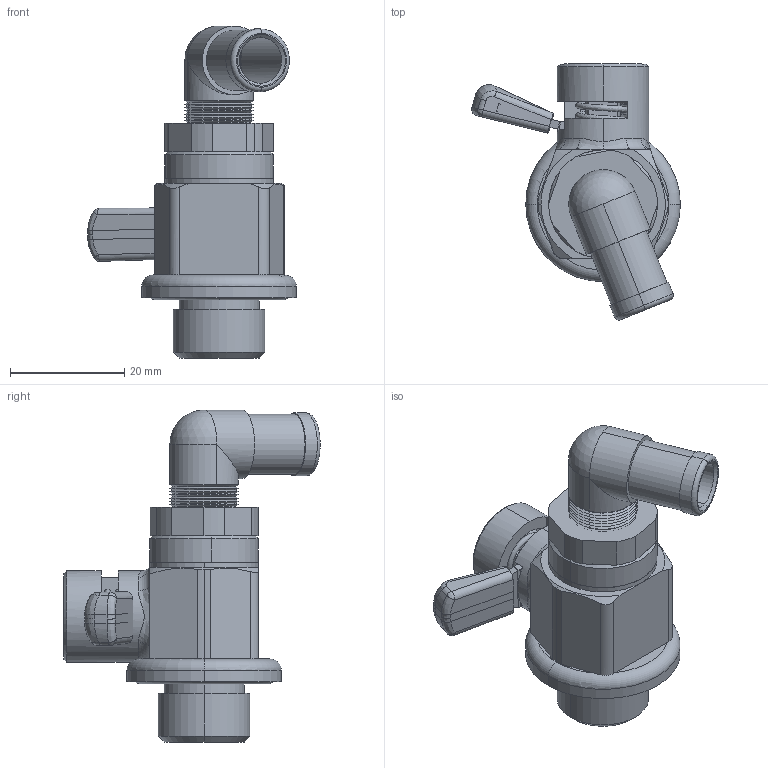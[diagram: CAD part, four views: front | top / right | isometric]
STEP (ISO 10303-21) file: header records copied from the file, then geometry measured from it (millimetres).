
FILE_DESCRIPTION (( 'STEP AP203' ), '1' );
FILE_NAME ('S-L.STEP', '2015-11-07T00:02:29', ( '微软用户' ), ( '微软中国' ), 'SwSTEP 2.0', 'SolidWorks 2010', '' );
FILE_SCHEMA (( 'CONFIG_CONTROL_DESIGN' ));
Length unit declared in the file: millimetre
Products named in the file (16): S-108极; 縐銅; 球座1; 苤粟銅_1; S俔芛甜簽; 13.5-1.5; S-L; O型圈2.7-1.9; O型圈20-2.5; 菜え忒梟; 概裝; 苤忒梟; 概裔; 球体10; L-001俔芛; 9-1.8
Assembly tree (16 placements, depth 2):
  S-L
    O型圈20-2.5
    菜え忒梟
    苤粟銅_1
    9-1.8
    球体10
    S-108极
    縐銅
    球座1  x2
    概裔
    L-001俔芛
    13.5-1.5
    O型圈2.7-1.9
    概裝
    苤忒梟
    S俔芛甜簽
Bounding box: 36.47 x 44.78 x 58 mm (x, y, z)
Volume: 14744.3 mm3; surface area: 15175.6 mm2
Topology: 17 solids, 17 shells, 481 faces, 1110 edges, 677 vertices
Faces by surface type: plane 151, cylinder 143, cone 111, torus 40, bspline 33, sphere 3
Entity records: 20313 total; most frequent: CARTESIAN_POINT 7723, DIRECTION 2385, ORIENTED_EDGE 2192, EDGE_CURVE 1096, AXIS2_PLACEMENT_3D 951, VERTEX_POINT 670, EDGE_LOOP 522, CIRCLE 490
